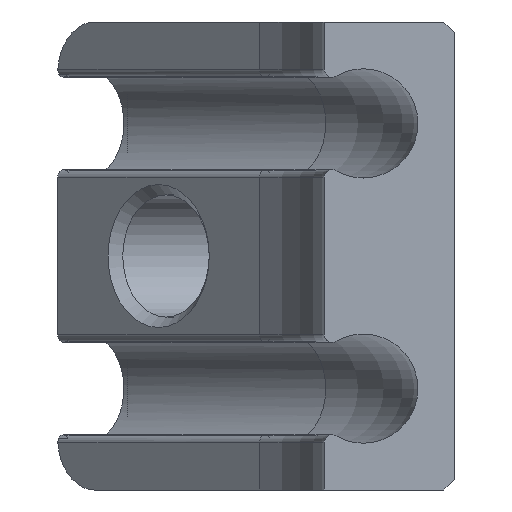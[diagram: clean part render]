
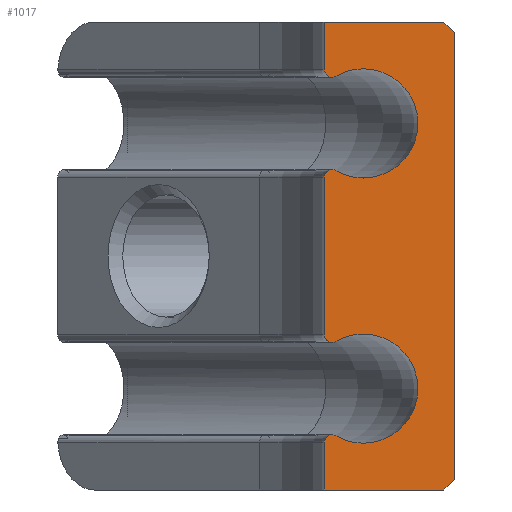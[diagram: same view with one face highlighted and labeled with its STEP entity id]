
A CAD part, left-side view. The second image highlights one B-rep face of the part: STEP entity #1017.
In plain terms, the highlighted planar face has unit normal (-1, 0, 0).
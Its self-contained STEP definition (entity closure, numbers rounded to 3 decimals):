
#41=LINE('',#1636,#114);
#42=LINE('',#1638,#115);
#43=LINE('',#1640,#116);
#44=LINE('',#1648,#117);
#45=LINE('',#1656,#118);
#46=LINE('',#1658,#119);
#47=LINE('',#1660,#120);
#48=LINE('',#1661,#121);
#114=VECTOR('',#1254,10.);
#115=VECTOR('',#1255,10.);
#116=VECTOR('',#1256,10.);
#117=VECTOR('',#1263,10.);
#118=VECTOR('',#1270,10.);
#119=VECTOR('',#1271,10.);
#120=VECTOR('',#1272,10.);
#121=VECTOR('',#1273,10.);
#230=FACE_OUTER_BOUND('',#295,.T.);
#295=EDGE_LOOP('',(#704,#705,#706,#707,#708,#709,#710,#711,#712,#713,#714,
#715,#716,#717));
#374=CIRCLE('',#1102,0.3);
#375=CIRCLE('',#1103,2.1);
#376=CIRCLE('',#1104,0.3);
#377=CIRCLE('',#1105,0.3);
#378=CIRCLE('',#1106,2.1);
#379=CIRCLE('',#1107,0.3);
#448=VERTEX_POINT('',#1634);
#449=VERTEX_POINT('',#1635);
#450=VERTEX_POINT('',#1637);
#451=VERTEX_POINT('',#1639);
#452=VERTEX_POINT('',#1641);
#453=VERTEX_POINT('',#1643);
#454=VERTEX_POINT('',#1645);
#455=VERTEX_POINT('',#1647);
#456=VERTEX_POINT('',#1649);
#457=VERTEX_POINT('',#1651);
#458=VERTEX_POINT('',#1653);
#459=VERTEX_POINT('',#1655);
#460=VERTEX_POINT('',#1657);
#461=VERTEX_POINT('',#1659);
#545=EDGE_CURVE('',#448,#449,#41,.T.);
#546=EDGE_CURVE('',#449,#450,#42,.T.);
#547=EDGE_CURVE('',#450,#451,#43,.T.);
#548=EDGE_CURVE('',#451,#452,#374,.T.);
#549=EDGE_CURVE('',#452,#453,#375,.T.);
#550=EDGE_CURVE('',#453,#454,#376,.T.);
#551=EDGE_CURVE('',#454,#455,#44,.T.);
#552=EDGE_CURVE('',#455,#456,#377,.T.);
#553=EDGE_CURVE('',#456,#457,#378,.T.);
#554=EDGE_CURVE('',#457,#458,#379,.T.);
#555=EDGE_CURVE('',#458,#459,#45,.T.);
#556=EDGE_CURVE('',#459,#460,#46,.T.);
#557=EDGE_CURVE('',#460,#461,#47,.T.);
#558=EDGE_CURVE('',#461,#448,#48,.T.);
#704=ORIENTED_EDGE('',*,*,#545,.T.);
#705=ORIENTED_EDGE('',*,*,#546,.T.);
#706=ORIENTED_EDGE('',*,*,#547,.T.);
#707=ORIENTED_EDGE('',*,*,#548,.T.);
#708=ORIENTED_EDGE('',*,*,#549,.T.);
#709=ORIENTED_EDGE('',*,*,#550,.T.);
#710=ORIENTED_EDGE('',*,*,#551,.T.);
#711=ORIENTED_EDGE('',*,*,#552,.T.);
#712=ORIENTED_EDGE('',*,*,#553,.T.);
#713=ORIENTED_EDGE('',*,*,#554,.T.);
#714=ORIENTED_EDGE('',*,*,#555,.T.);
#715=ORIENTED_EDGE('',*,*,#556,.T.);
#716=ORIENTED_EDGE('',*,*,#557,.T.);
#717=ORIENTED_EDGE('',*,*,#558,.T.);
#992=PLANE('',#1101);
#1017=ADVANCED_FACE('',(#230),#992,.T.);
#1101=AXIS2_PLACEMENT_3D('',#1633,#1252,#1253);
#1102=AXIS2_PLACEMENT_3D('',#1642,#1257,#1258);
#1103=AXIS2_PLACEMENT_3D('',#1644,#1259,#1260);
#1104=AXIS2_PLACEMENT_3D('',#1646,#1261,#1262);
#1105=AXIS2_PLACEMENT_3D('',#1650,#1264,#1265);
#1106=AXIS2_PLACEMENT_3D('',#1652,#1266,#1267);
#1107=AXIS2_PLACEMENT_3D('',#1654,#1268,#1269);
#1252=DIRECTION('center_axis',(-1.,0.,0.));
#1253=DIRECTION('ref_axis',(0.,0.,1.));
#1254=DIRECTION('',(0.,0.707,0.707));
#1255=DIRECTION('',(0.,1.,0.));
#1256=DIRECTION('',(0.,0.,-1.));
#1257=DIRECTION('center_axis',(-1.,0.,0.));
#1258=DIRECTION('ref_axis',(0.,1.,0.));
#1259=DIRECTION('center_axis',(1.,0.,0.));
#1260=DIRECTION('ref_axis',(0.,0.5,-0.866));
#1261=DIRECTION('center_axis',(-1.,0.,0.));
#1262=DIRECTION('ref_axis',(0.,-0.5,0.866));
#1263=DIRECTION('',(0.,0.,-1.));
#1264=DIRECTION('center_axis',(-1.,0.,0.));
#1265=DIRECTION('ref_axis',(0.,1.,0.));
#1266=DIRECTION('center_axis',(1.,0.,0.));
#1267=DIRECTION('ref_axis',(0.,0.5,-0.866));
#1268=DIRECTION('center_axis',(-1.,0.,0.));
#1269=DIRECTION('ref_axis',(0.,-0.5,0.866));
#1270=DIRECTION('',(0.,0.,-1.));
#1271=DIRECTION('',(0.,-1.,0.));
#1272=DIRECTION('',(0.,-0.707,0.707));
#1273=DIRECTION('',(0.,0.,1.));
#1633=CARTESIAN_POINT('Origin',(-18.,8.98,0.));
#1634=CARTESIAN_POINT('',(-18.,0.,8.6));
#1635=CARTESIAN_POINT('',(-18.,0.4,9.));
#1636=CARTESIAN_POINT('',(-18.,0.195,8.795));
#1637=CARTESIAN_POINT('',(-18.,5.,9.));
#1638=CARTESIAN_POINT('',(-18.,4.49,9.));
#1639=CARTESIAN_POINT('',(-18.,5.,7.178));
#1640=CARTESIAN_POINT('',(-18.,5.,0.));
#1641=CARTESIAN_POINT('',(-18.,4.55,6.919));
#1642=CARTESIAN_POINT('Origin',(-18.,4.7,7.178));
#1643=CARTESIAN_POINT('',(-18.,4.55,3.281));
#1644=CARTESIAN_POINT('Origin',(-18.,3.5,5.1));
#1645=CARTESIAN_POINT('',(-18.,5.,3.022));
#1646=CARTESIAN_POINT('Origin',(-18.,4.7,3.022));
#1647=CARTESIAN_POINT('',(-18.,5.,-3.022));
#1648=CARTESIAN_POINT('',(-18.,5.,0.));
#1649=CARTESIAN_POINT('',(-18.,4.55,-3.281));
#1650=CARTESIAN_POINT('Origin',(-18.,4.7,-3.022));
#1651=CARTESIAN_POINT('',(-18.,4.55,-6.919));
#1652=CARTESIAN_POINT('Origin',(-18.,3.5,-5.1));
#1653=CARTESIAN_POINT('',(-18.,5.,-7.178));
#1654=CARTESIAN_POINT('Origin',(-18.,4.7,-7.178));
#1655=CARTESIAN_POINT('',(-18.,5.,-9.));
#1656=CARTESIAN_POINT('',(-18.,5.,0.));
#1657=CARTESIAN_POINT('',(-18.,0.4,-9.));
#1658=CARTESIAN_POINT('',(-18.,4.49,-9.));
#1659=CARTESIAN_POINT('',(-18.,0.,-8.6));
#1660=CARTESIAN_POINT('',(-18.,0.195,-8.795));
#1661=CARTESIAN_POINT('',(-18.,0.,0.));
